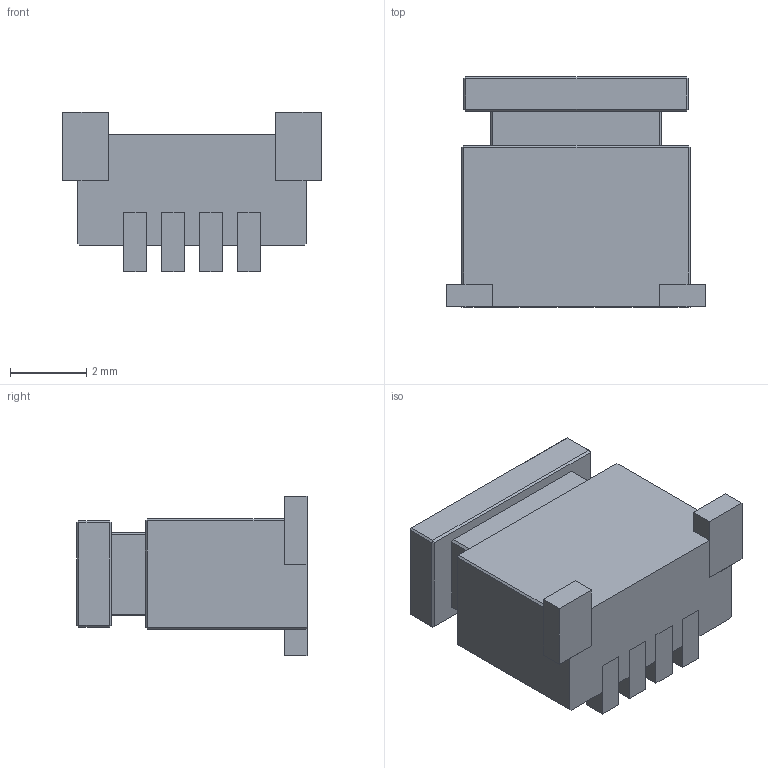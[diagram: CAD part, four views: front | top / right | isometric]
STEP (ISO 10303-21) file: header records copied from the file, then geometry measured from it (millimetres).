
FILE_DESCRIPTION (( 'STEP AP214' ), '1' );
FILE_NAME ('z³¹cze SM04B-SRSS-TB.STEP', '2022-05-27T08:34:34', ( '' ), ( '' ), 'SwSTEP 2.0', 'SolidWorks 2020', '' );
FILE_SCHEMA (( 'AUTOMOTIVE_DESIGN' ));
Length unit declared in the file: millimetre
Products named in the file (1): z³¹cze SM04B-SRSS-TB
Bounding box: 6.8 x 6.05 x 4.2 mm (x, y, z)
Volume: 63.3 mm3; surface area: 260.2 mm2
Topology: 8 solids, 8 shells, 136 faces, 306 edges, 188 vertices
Faces by surface type: plane 136
Entity records: 4612 total; most frequent: CARTESIAN_POINT 631, ORIENTED_EDGE 612, DIRECTION 580, LINE 306, EDGE_CURVE 306, VECTOR 306, VERTEX_POINT 188, EDGE_LOOP 138
